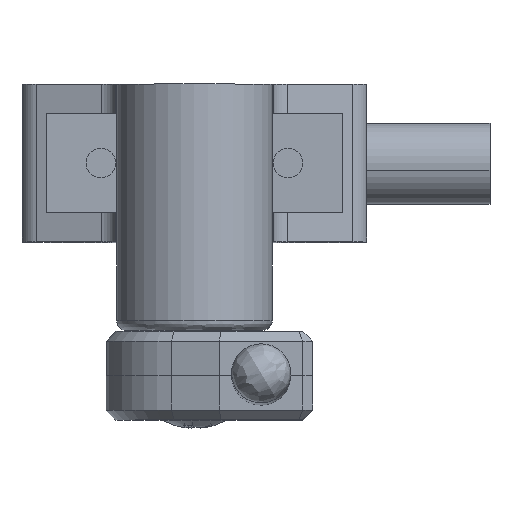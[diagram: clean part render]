
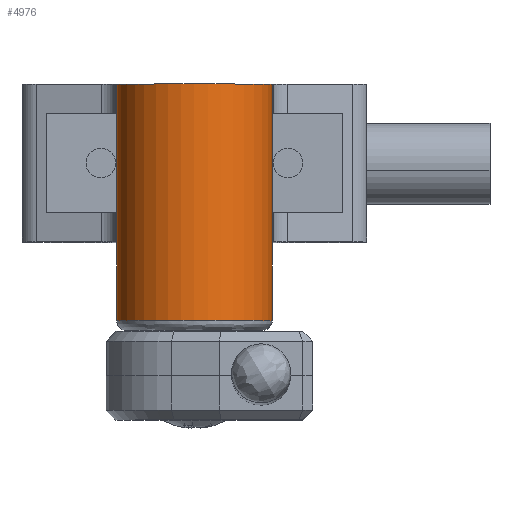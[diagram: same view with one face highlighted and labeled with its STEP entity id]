
A CAD part, top view. The second image highlights one B-rep face of the part: STEP entity #4976.
In plain terms, the highlighted cylindrical face has radius 7.9 mm (diameter 15.8 mm), a partial arc.
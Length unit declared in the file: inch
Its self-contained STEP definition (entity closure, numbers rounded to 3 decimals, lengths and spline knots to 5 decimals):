
#560 = DIRECTION ( 'NONE',  ( 1., 0., 0. ) ) ;
#845 = DIRECTION ( 'NONE',  ( 1., 0., 0. ) ) ;
#1836 = EDGE_CURVE ( 'NONE', #13906, #7730, #6594, .T. ) ;
#2147 = CARTESIAN_POINT ( 'NONE',  ( 0.31102, 0., 0.70866 ) ) ;
#2175 = VECTOR ( 'NONE', #4772, 39.37008 ) ;
#2222 = EDGE_CURVE ( 'NONE', #4897, #11089, #2747, .T. ) ;
#2254 = VECTOR ( 'NONE', #6882, 39.37008 ) ;
#2465 = CARTESIAN_POINT ( 'NONE',  ( 0.31102, -0.62992, 0.70866 ) ) ;
#2546 = ORIENTED_EDGE ( 'NONE', *, *, #2222, .T. ) ;
#2747 = LINE ( 'NONE', #5812, #2254 ) ;
#2806 = CIRCLE ( 'NONE', #2930, 0.31102 ) ;
#2809 = CARTESIAN_POINT ( 'NONE',  ( -0.31102, -0.94488, 0.70866 ) ) ;
#2930 = AXIS2_PLACEMENT_3D ( 'NONE', #7741, #4506, #12060 ) ;
#3183 = VERTEX_POINT ( 'NONE', #10115 ) ;
#3299 = CARTESIAN_POINT ( 'NONE',  ( -0.31102, 0., 0.70866 ) ) ;
#3344 = LINE ( 'NONE', #5876, #2175 ) ;
#3613 = CIRCLE ( 'NONE', #10327, 0.31102 ) ;
#3665 = ORIENTED_EDGE ( 'NONE', *, *, #8493, .F. ) ;
#3780 = ORIENTED_EDGE ( 'NONE', *, *, #5171, .T. ) ;
#4282 = DIRECTION ( 'NONE',  ( 0., -1., 0. ) ) ;
#4506 = DIRECTION ( 'NONE',  ( 0., 1., 0. ) ) ;
#4529 = ORIENTED_EDGE ( 'NONE', *, *, #7400, .T. ) ;
#4616 = CARTESIAN_POINT ( 'NONE',  ( -0.31102, 0., 0.70866 ) ) ;
#4772 = DIRECTION ( 'NONE',  ( 0., -1., 0. ) ) ;
#4882 = DIRECTION ( 'NONE',  ( 0., -1., 0. ) ) ;
#4897 = VERTEX_POINT ( 'NONE', #2465 ) ;
#4976 = ADVANCED_FACE ( 'NONE', ( #12560 ), #6976, .T. ) ;
#5122 = CARTESIAN_POINT ( 'NONE',  ( -0.31102, -0.62992, 0.70866 ) ) ;
#5171 = EDGE_CURVE ( 'NONE', #11089, #13906, #3613, .T. ) ;
#5812 = CARTESIAN_POINT ( 'NONE',  ( 0.31102, 0., 0.70866 ) ) ;
#5876 = CARTESIAN_POINT ( 'NONE',  ( 0.31102, 0., 0.70866 ) ) ;
#6430 = ORIENTED_EDGE ( 'NONE', *, *, #12113, .T. ) ;
#6594 = LINE ( 'NONE', #7458, #13392 ) ;
#6882 = DIRECTION ( 'NONE',  ( 0., 1., 0. ) ) ;
#6976 = CYLINDRICAL_SURFACE ( 'NONE', #9617, 0.31102 ) ;
#7400 = EDGE_CURVE ( 'NONE', #9260, #3183, #2806, .T. ) ;
#7458 = CARTESIAN_POINT ( 'NONE',  ( -0.31102, 0., 0.70866 ) ) ;
#7730 = VERTEX_POINT ( 'NONE', #5122 ) ;
#7741 = CARTESIAN_POINT ( 'NONE',  ( 0., -0.94488, 0.70866 ) ) ;
#7840 = LINE ( 'NONE', #3299, #11222 ) ;
#8493 = EDGE_CURVE ( 'NONE', #4897, #3183, #3344, .T. ) ;
#8547 = DIRECTION ( 'NONE',  ( 0., -1., 0. ) ) ;
#9260 = VERTEX_POINT ( 'NONE', #2809 ) ;
#9617 = AXIS2_PLACEMENT_3D ( 'NONE', #10354, #4882, #560 ) ;
#10115 = CARTESIAN_POINT ( 'NONE',  ( 0.31102, -0.94488, 0.70866 ) ) ;
#10327 = AXIS2_PLACEMENT_3D ( 'NONE', #11541, #12728, #845 ) ;
#10354 = CARTESIAN_POINT ( 'NONE',  ( 0., 0., 0.70866 ) ) ;
#10728 = EDGE_LOOP ( 'NONE', ( #13010, #6430, #4529, #3665, #2546, #3780 ) ) ;
#11089 = VERTEX_POINT ( 'NONE', #2147 ) ;
#11222 = VECTOR ( 'NONE', #4282, 39.37008 ) ;
#11541 = CARTESIAN_POINT ( 'NONE',  ( 0., 0., 0.70866 ) ) ;
#12060 = DIRECTION ( 'NONE',  ( 1., 0., 0. ) ) ;
#12113 = EDGE_CURVE ( 'NONE', #7730, #9260, #7840, .T. ) ;
#12560 = FACE_OUTER_BOUND ( 'NONE', #10728, .T. ) ;
#12728 = DIRECTION ( 'NONE',  ( 0., -1., 0. ) ) ;
#13010 = ORIENTED_EDGE ( 'NONE', *, *, #1836, .T. ) ;
#13392 = VECTOR ( 'NONE', #8547, 39.37008 ) ;
#13906 = VERTEX_POINT ( 'NONE', #4616 ) ;
